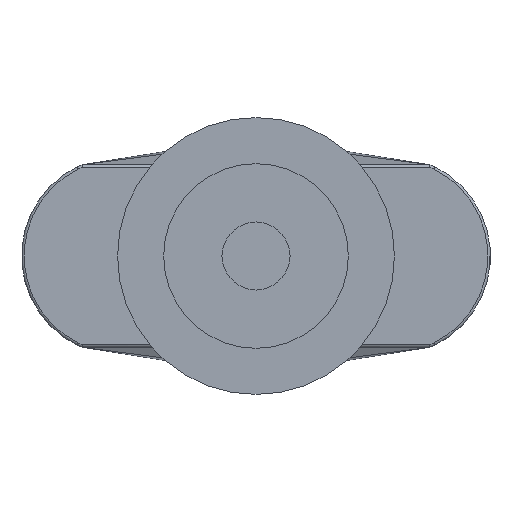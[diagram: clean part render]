
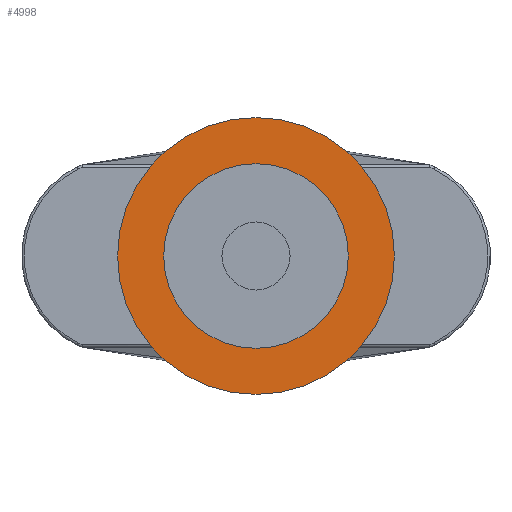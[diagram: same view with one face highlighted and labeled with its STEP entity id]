
A CAD part, front view. The second image highlights one B-rep face of the part: STEP entity #4998.
In plain terms, the highlighted planar face has unit normal (0, -1, 0).
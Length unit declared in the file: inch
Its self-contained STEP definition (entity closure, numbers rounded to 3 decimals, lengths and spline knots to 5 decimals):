
#134 = AXIS2_PLACEMENT_3D ( 'NONE', #3227, #5151, #3722 ) ;
#345 = CARTESIAN_POINT ( 'NONE',  ( -0.38, -1.27748, 0. ) ) ;
#432 = CARTESIAN_POINT ( 'NONE',  ( 0., -1.27748, 0. ) ) ;
#522 = ORIENTED_EDGE ( 'NONE', *, *, #761, .T. ) ;
#715 = PLANE ( 'NONE',  #4666 ) ;
#761 = EDGE_CURVE ( 'NONE', #4236, #3101, #5637, .T. ) ;
#937 = CIRCLE ( 'NONE', #2708, 0.38 ) ;
#946 = DIRECTION ( 'NONE',  ( -1., 0., 0. ) ) ;
#1004 = ORIENTED_EDGE ( 'NONE', *, *, #2263, .T. ) ;
#1139 = AXIS2_PLACEMENT_3D ( 'NONE', #3010, #2053, #2936 ) ;
#1170 = DIRECTION ( 'NONE',  ( 0., -1., 0. ) ) ;
#1226 = CARTESIAN_POINT ( 'NONE',  ( 0., -1.27748, 0. ) ) ;
#1378 = ORIENTED_EDGE ( 'NONE', *, *, #2167, .F. ) ;
#1410 = FACE_BOUND ( 'NONE', #1889, .T. ) ;
#1470 = DIRECTION ( 'NONE',  ( 0., 1., 0. ) ) ;
#1710 = VERTEX_POINT ( 'NONE', #3034 ) ;
#1889 = EDGE_LOOP ( 'NONE', ( #1004, #522 ) ) ;
#2053 = DIRECTION ( 'NONE',  ( 0., 1., 0. ) ) ;
#2167 = EDGE_CURVE ( 'NONE', #1710, #6056, #3830, .T. ) ;
#2263 = EDGE_CURVE ( 'NONE', #3101, #4236, #937, .T. ) ;
#2591 = DIRECTION ( 'NONE',  ( 1., 0., 0. ) ) ;
#2708 = AXIS2_PLACEMENT_3D ( 'NONE', #1226, #4575, #5059 ) ;
#2792 = EDGE_LOOP ( 'NONE', ( #1378, #5481 ) ) ;
#2806 = FACE_OUTER_BOUND ( 'NONE', #2792, .T. ) ;
#2936 = DIRECTION ( 'NONE',  ( -1., 0., 0. ) ) ;
#3010 = CARTESIAN_POINT ( 'NONE',  ( 0., -1.27748, 0. ) ) ;
#3034 = CARTESIAN_POINT ( 'NONE',  ( -0.57, -1.27748, 0. ) ) ;
#3101 = VERTEX_POINT ( 'NONE', #345 ) ;
#3227 = CARTESIAN_POINT ( 'NONE',  ( 0., -1.27748, 0. ) ) ;
#3524 = CARTESIAN_POINT ( 'NONE',  ( 0.57, -1.27748, 0. ) ) ;
#3670 = EDGE_CURVE ( 'NONE', #6056, #1710, #4315, .T. ) ;
#3722 = DIRECTION ( 'NONE',  ( -1., 0., 0. ) ) ;
#3830 = CIRCLE ( 'NONE', #4644, 0.57 ) ;
#4236 = VERTEX_POINT ( 'NONE', #5023 ) ;
#4315 = CIRCLE ( 'NONE', #134, 0.57 ) ;
#4575 = DIRECTION ( 'NONE',  ( 0., 1., 0. ) ) ;
#4644 = AXIS2_PLACEMENT_3D ( 'NONE', #432, #1470, #946 ) ;
#4666 = AXIS2_PLACEMENT_3D ( 'NONE', #5456, #1170, #2591 ) ;
#4998 = ADVANCED_FACE ( 'NONE', ( #1410, #2806 ), #715, .T. ) ;
#5023 = CARTESIAN_POINT ( 'NONE',  ( 0.38, -1.27748, 0. ) ) ;
#5059 = DIRECTION ( 'NONE',  ( -1., 0., 0. ) ) ;
#5151 = DIRECTION ( 'NONE',  ( 0., 1., 0. ) ) ;
#5456 = CARTESIAN_POINT ( 'NONE',  ( -0.38, -1.27748, 0. ) ) ;
#5481 = ORIENTED_EDGE ( 'NONE', *, *, #3670, .F. ) ;
#5637 = CIRCLE ( 'NONE', #1139, 0.38 ) ;
#6056 = VERTEX_POINT ( 'NONE', #3524 ) ;
